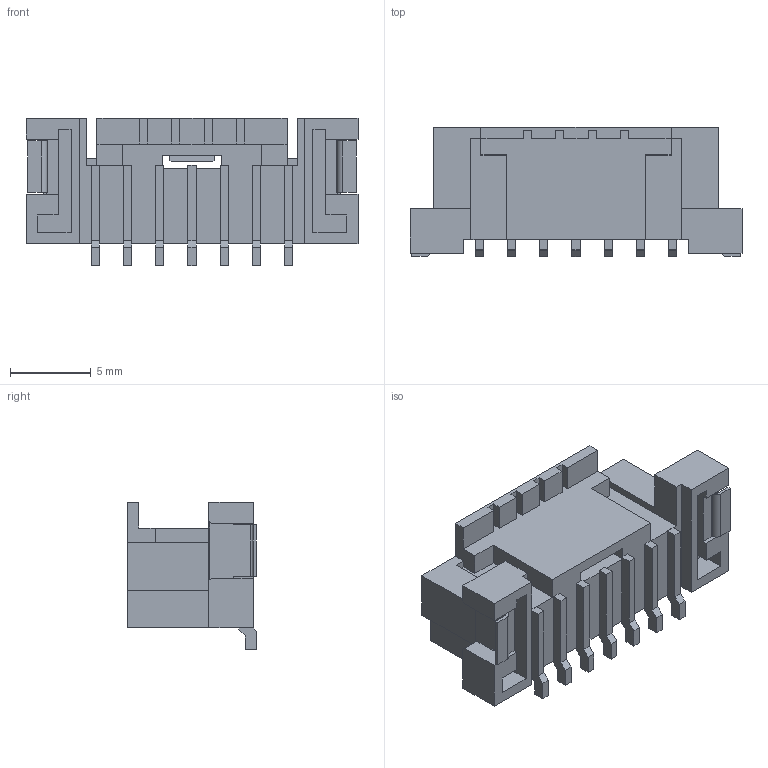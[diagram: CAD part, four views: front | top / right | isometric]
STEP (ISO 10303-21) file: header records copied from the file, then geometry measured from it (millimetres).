
FILE_DESCRIPTION((''),'2;1');
FILE_NAME('5600200720','2017-05-31T',('ksrinivasara'),(''),'PRO/ENGINEER BY PARAMETRIC TECHNOLOGY CORPORATION, 2012310','PRO/ENGINEER BY PARAMETRIC TECHNOLOGY CORPORATION, 2012310','');
FILE_SCHEMA(('CONFIG_CONTROL_DESIGN'));
Length unit declared in the file: millimetre
Products named in the file (1): 5600200720
Bounding box: 20.6 x 8 x 9.15 mm (x, y, z)
Volume: 430.8 mm3; surface area: 1216.3 mm2
Topology: 1 solids, 1 shells, 360 faces, 1022 edges, 666 vertices
Faces by surface type: plane 353, cylinder 5, cone 2
Entity records: 11350 total; most frequent: CARTESIAN_POINT 2013, ORIENTED_EDGE 1972, DIRECTION 1756, VECTOR 1010, LINE 1010, EDGE_CURVE 986, VERTEX_POINT 630, AXIS2_PLACEMENT_3D 373
